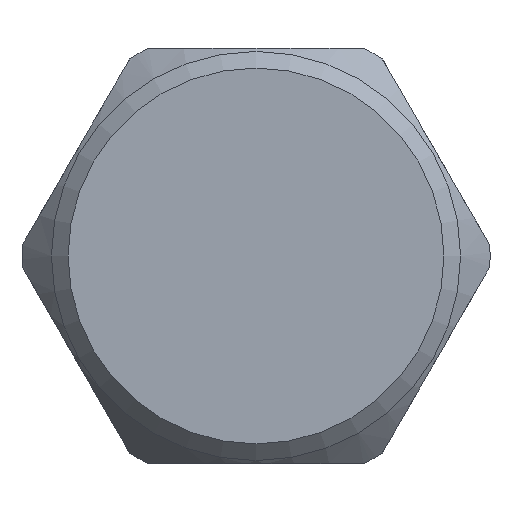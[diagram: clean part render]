
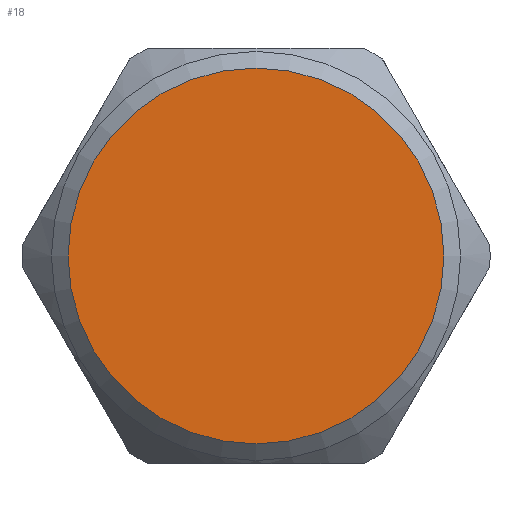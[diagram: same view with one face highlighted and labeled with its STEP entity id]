
A CAD part, left-side view. The second image highlights one B-rep face of the part: STEP entity #18.
In plain terms, the highlighted planar face has unit normal (-1, 0, 0).
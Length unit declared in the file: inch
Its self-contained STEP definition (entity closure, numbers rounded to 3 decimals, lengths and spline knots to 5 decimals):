
#18 = ADVANCED_FACE ( 'NONE', ( #730 ), #2637, .T. ) ;
#60 = CARTESIAN_POINT ( 'NONE',  ( 0., 0.098, 0. ) ) ;
#730 = FACE_OUTER_BOUND ( 'NONE', #2702, .T. ) ;
#734 = AXIS2_PLACEMENT_3D ( 'NONE', #60, #1438, #2598 ) ;
#945 = AXIS2_PLACEMENT_3D ( 'NONE', #1427, #1197, #2755 ) ;
#1192 = ORIENTED_EDGE ( 'NONE', *, *, #1887, .T. ) ;
#1197 = DIRECTION ( 'NONE',  ( -1., 0., 0. ) ) ;
#1227 = CARTESIAN_POINT ( 'NONE',  ( 0., 0., 0.113 ) ) ;
#1427 = CARTESIAN_POINT ( 'NONE',  ( 0., 0., 0. ) ) ;
#1438 = DIRECTION ( 'NONE',  ( -1., 0., 0. ) ) ;
#1711 = VERTEX_POINT ( 'NONE', #1227 ) ;
#1887 = EDGE_CURVE ( 'NONE', #1711, #1711, #2110, .T. ) ;
#2110 = CIRCLE ( 'NONE', #945, 0.113 ) ;
#2598 = DIRECTION ( 'NONE',  ( 0., 0., 1. ) ) ;
#2637 = PLANE ( 'NONE',  #734 ) ;
#2702 = EDGE_LOOP ( 'NONE', ( #1192 ) ) ;
#2755 = DIRECTION ( 'NONE',  ( 0., 0., 1. ) ) ;
